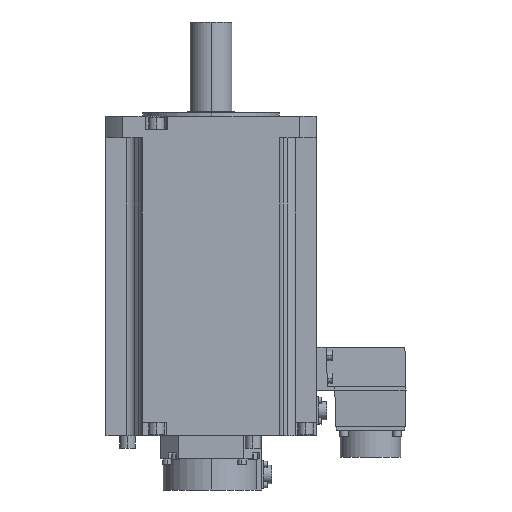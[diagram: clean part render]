
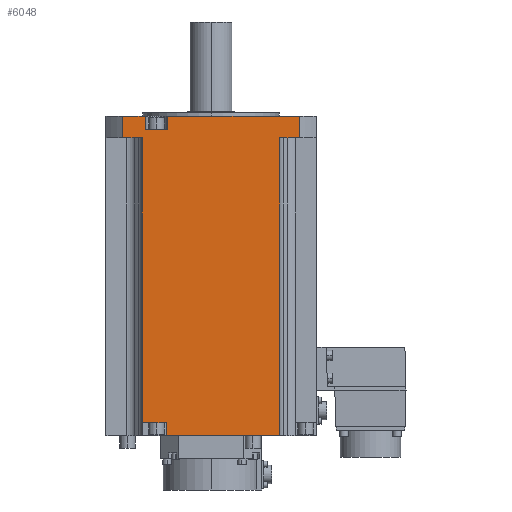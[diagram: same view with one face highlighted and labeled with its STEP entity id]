
A CAD part, left-side view. The second image highlights one B-rep face of the part: STEP entity #6048.
In plain terms, the highlighted planar face has unit normal (-1, 0, 0).
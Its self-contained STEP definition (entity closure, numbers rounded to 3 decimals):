
#754=DIRECTION('',(0.,0.,1.));
#755=VECTOR('',#754,249.5);
#756=CARTESIAN_POINT('',(-88.,-57.5,-267.5));
#757=LINE('',#756,#755);
#762=DIRECTION('',(0.,0.,1.));
#763=VECTOR('',#762,18.);
#764=CARTESIAN_POINT('',(-88.,74.034,-18.));
#765=LINE('',#764,#763);
#766=DIRECTION('',(0.,-1.,0.));
#767=VECTOR('',#766,18.834);
#768=CARTESIAN_POINT('',(-88.,74.034,0.));
#769=LINE('',#768,#767);
#770=DIRECTION('',(0.,-1.,0.));
#771=VECTOR('',#770,110.434);
#772=CARTESIAN_POINT('',(-88.,36.4,0.));
#773=LINE('',#772,#771);
#774=DIRECTION('',(0.,0.,-1.));
#775=VECTOR('',#774,18.);
#776=CARTESIAN_POINT('',(-88.,-74.034,0.));
#777=LINE('',#776,#775);
#778=DIRECTION('',(0.,1.,0.));
#779=VECTOR('',#778,16.534);
#780=CARTESIAN_POINT('',(-88.,-74.034,-18.));
#781=LINE('',#780,#779);
#782=DIRECTION('',(0.,1.,0.));
#783=VECTOR('',#782,95.);
#784=CARTESIAN_POINT('',(-88.,-57.5,-267.5));
#785=LINE('',#784,#783);
#786=DIRECTION('',(0.,0.,-1.));
#787=VECTOR('',#786,238.5);
#788=CARTESIAN_POINT('',(-88.,57.5,-18.));
#789=LINE('',#788,#787);
#804=DIRECTION('',(0.,-1.,0.));
#805=VECTOR('',#804,16.534);
#806=CARTESIAN_POINT('',(-88.,74.034,-18.));
#807=LINE('',#806,#805);
#844=DIRECTION('',(0.,-1.,0.));
#845=VECTOR('',#844,20.);
#846=CARTESIAN_POINT('',(-88.,57.5,-256.5));
#847=LINE('',#846,#845);
#871=DIRECTION('',(0.,0.,-1.));
#872=VECTOR('',#871,11.);
#873=CARTESIAN_POINT('',(-88.,37.5,-256.5));
#874=LINE('',#873,#872);
#1181=DIRECTION('',(0.,0.,1.));
#1182=VECTOR('',#1181,11.);
#1183=CARTESIAN_POINT('',(-88.,55.2,-11.));
#1184=LINE('',#1183,#1182);
#1203=DIRECTION('',(0.,1.,0.));
#1204=VECTOR('',#1203,18.8);
#1205=CARTESIAN_POINT('',(-88.,36.4,-11.));
#1206=LINE('',#1205,#1204);
#1237=DIRECTION('',(0.,0.,-1.));
#1238=VECTOR('',#1237,11.);
#1239=CARTESIAN_POINT('',(-88.,36.4,0.));
#1240=LINE('',#1239,#1238);
#4083=CARTESIAN_POINT('',(-88.,-74.034,0.));
#4084=VERTEX_POINT('',#4083);
#4091=CARTESIAN_POINT('',(-88.,74.034,0.));
#4093=VERTEX_POINT('',#4091);
#4159=CARTESIAN_POINT('',(-88.,-74.034,-18.));
#4160=VERTEX_POINT('',#4159);
#4345=CARTESIAN_POINT('',(-88.,74.034,-18.));
#4346=VERTEX_POINT('',#4345);
#4347=CARTESIAN_POINT('',(-88.,55.2,0.));
#4348=VERTEX_POINT('',#4347);
#4349=CARTESIAN_POINT('',(-88.,36.4,0.));
#4350=VERTEX_POINT('',#4349);
#4351=CARTESIAN_POINT('',(-88.,-57.5,-18.));
#4352=VERTEX_POINT('',#4351);
#4353=CARTESIAN_POINT('',(-88.,-57.5,-267.5));
#4354=CARTESIAN_POINT('',(-88.,37.5,-267.5));
#4355=VERTEX_POINT('',#4353);
#4356=VERTEX_POINT('',#4354);
#4357=CARTESIAN_POINT('',(-88.,57.5,-18.));
#4358=CARTESIAN_POINT('',(-88.,57.5,-256.5));
#4359=VERTEX_POINT('',#4357);
#4360=VERTEX_POINT('',#4358);
#4377=CARTESIAN_POINT('',(-88.,37.5,-256.5));
#4378=VERTEX_POINT('',#4377);
#4393=CARTESIAN_POINT('',(-88.,55.2,-11.));
#4394=VERTEX_POINT('',#4393);
#4401=CARTESIAN_POINT('',(-88.,36.4,-11.));
#4402=VERTEX_POINT('',#4401);
#6018=CARTESIAN_POINT('',(-88.,0.,-133.75));
#6019=DIRECTION('',(1.,0.,0.));
#6020=DIRECTION('',(0.,0.,1.));
#6021=AXIS2_PLACEMENT_3D('',#6018,#6019,#6020);
#6022=PLANE('',#6021);
#6024=ORIENTED_EDGE('',*,*,#6023,.F.);
#6026=ORIENTED_EDGE('',*,*,#6025,.F.);
#6028=ORIENTED_EDGE('',*,*,#6027,.T.);
#6029=ORIENTED_EDGE('',*,*,#5453,.T.);
#6031=ORIENTED_EDGE('',*,*,#6030,.F.);
#6033=ORIENTED_EDGE('',*,*,#6032,.F.);
#6035=ORIENTED_EDGE('',*,*,#6034,.F.);
#6036=ORIENTED_EDGE('',*,*,#5443,.T.);
#6038=ORIENTED_EDGE('',*,*,#6037,.T.);
#6039=ORIENTED_EDGE('',*,*,#5960,.T.);
#6040=ORIENTED_EDGE('',*,*,#6012,.F.);
#6041=ORIENTED_EDGE('',*,*,#5836,.T.);
#6043=ORIENTED_EDGE('',*,*,#6042,.F.);
#6045=ORIENTED_EDGE('',*,*,#6044,.F.);
#6046=EDGE_LOOP('',(#6024,#6026,#6028,#6029,#6031,#6033,#6035,#6036,#6038,#6039,
#6040,#6041,#6043,#6045));
#6047=FACE_OUTER_BOUND('',#6046,.F.);
#6048=ADVANCED_FACE('',(#6047),#6022,.F.);
#5443=EDGE_CURVE('',#4350,#4084,#773,.T.);
#5453=EDGE_CURVE('',#4093,#4348,#769,.T.);
#5836=EDGE_CURVE('',#4355,#4356,#785,.T.);
#5960=EDGE_CURVE('',#4160,#4352,#781,.T.);
#6012=EDGE_CURVE('',#4355,#4352,#757,.T.);
#6023=EDGE_CURVE('',#4359,#4360,#789,.T.);
#6025=EDGE_CURVE('',#4346,#4359,#807,.T.);
#6027=EDGE_CURVE('',#4346,#4093,#765,.T.);
#6030=EDGE_CURVE('',#4394,#4348,#1184,.T.);
#6032=EDGE_CURVE('',#4402,#4394,#1206,.T.);
#6034=EDGE_CURVE('',#4350,#4402,#1240,.T.);
#6037=EDGE_CURVE('',#4084,#4160,#777,.T.);
#6042=EDGE_CURVE('',#4378,#4356,#874,.T.);
#6044=EDGE_CURVE('',#4360,#4378,#847,.T.);
